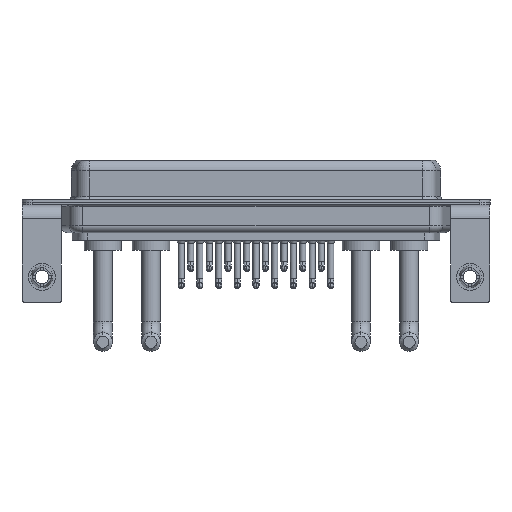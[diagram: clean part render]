
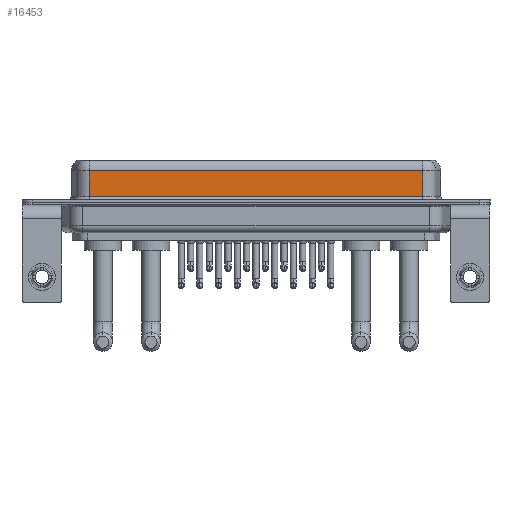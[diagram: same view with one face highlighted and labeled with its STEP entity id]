
A CAD part, front view. The second image highlights one B-rep face of the part: STEP entity #16453.
In plain terms, the highlighted planar face has unit normal (0, -1, 0).
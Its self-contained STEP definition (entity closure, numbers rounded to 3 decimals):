
#746 = LINE ( 'NONE', #6417, #12013 ) ;
#1013 = CARTESIAN_POINT ( 'NONE',  ( 56.462, -3.95, 4.65 ) ) ;
#1314 = VERTEX_POINT ( 'NONE', #8389 ) ;
#1341 = VERTEX_POINT ( 'NONE', #21308 ) ;
#3146 = CARTESIAN_POINT ( 'NONE',  ( 7.038, -3.95, 6.4 ) ) ;
#3434 = ORIENTED_EDGE ( 'NONE', *, *, #24278, .T. ) ;
#5628 = DIRECTION ( 'NONE',  ( 0., 0., -1. ) ) ;
#5764 = EDGE_CURVE ( 'NONE', #7785, #1341, #746, .T. ) ;
#6211 = VECTOR ( 'NONE', #12126, 1000. ) ;
#6417 = CARTESIAN_POINT ( 'NONE',  ( 56.462, -3.95, 0.9 ) ) ;
#6683 = LINE ( 'NONE', #19752, #6211 ) ;
#7123 = LINE ( 'NONE', #3146, #22034 ) ;
#7470 = DIRECTION ( 'NONE',  ( 0., 0., 1. ) ) ;
#7785 = VERTEX_POINT ( 'NONE', #10085 ) ;
#8373 = VERTEX_POINT ( 'NONE', #1013 ) ;
#8389 = CARTESIAN_POINT ( 'NONE',  ( 7.038, -3.95, 4.65 ) ) ;
#9084 = DIRECTION ( 'NONE',  ( 0., 1., 0. ) ) ;
#10085 = CARTESIAN_POINT ( 'NONE',  ( 7.038, -3.95, 0.9 ) ) ;
#12013 = VECTOR ( 'NONE', #12114, 1000. ) ;
#12114 = DIRECTION ( 'NONE',  ( 1., 0., 0. ) ) ;
#12126 = DIRECTION ( 'NONE',  ( -1., 0., 0. ) ) ;
#13257 = PLANE ( 'NONE',  #17047 ) ;
#14261 = DIRECTION ( 'NONE',  ( 0., 0., -1. ) ) ;
#14611 = CARTESIAN_POINT ( 'NONE',  ( 56.462, -3.95, 6.4 ) ) ;
#15343 = ORIENTED_EDGE ( 'NONE', *, *, #17448, .F. ) ;
#16453 = ADVANCED_FACE ( 'NONE', ( #16716 ), #13257, .F. ) ;
#16716 = FACE_OUTER_BOUND ( 'NONE', #18081, .T. ) ;
#17047 = AXIS2_PLACEMENT_3D ( 'NONE', #14611, #9084, #7470 ) ;
#17448 = EDGE_CURVE ( 'NONE', #8373, #1341, #22649, .T. ) ;
#18081 = EDGE_LOOP ( 'NONE', ( #15343, #19084, #3434, #23377 ) ) ;
#19084 = ORIENTED_EDGE ( 'NONE', *, *, #23180, .T. ) ;
#19752 = CARTESIAN_POINT ( 'NONE',  ( 56.462, -3.95, 4.65 ) ) ;
#21308 = CARTESIAN_POINT ( 'NONE',  ( 56.462, -3.95, 0.9 ) ) ;
#22034 = VECTOR ( 'NONE', #14261, 1000. ) ;
#22564 = VECTOR ( 'NONE', #5628, 1000. ) ;
#22649 = LINE ( 'NONE', #22771, #22564 ) ;
#22771 = CARTESIAN_POINT ( 'NONE',  ( 56.462, -3.95, 6.4 ) ) ;
#23180 = EDGE_CURVE ( 'NONE', #8373, #1314, #6683, .T. ) ;
#23377 = ORIENTED_EDGE ( 'NONE', *, *, #5764, .T. ) ;
#24278 = EDGE_CURVE ( 'NONE', #1314, #7785, #7123, .T. ) ;
